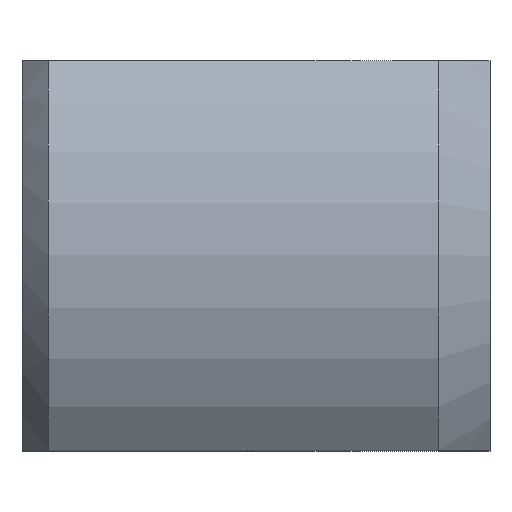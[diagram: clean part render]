
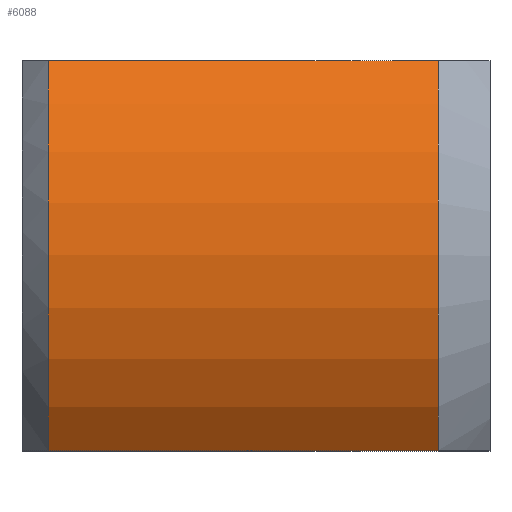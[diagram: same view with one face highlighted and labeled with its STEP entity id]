
A CAD part, top view. The second image highlights one B-rep face of the part: STEP entity #6088.
In plain terms, the highlighted cylindrical face has radius 12 mm (diameter 24 mm), a partial arc.
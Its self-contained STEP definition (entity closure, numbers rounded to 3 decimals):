
#10=DIRECTION('',(1.,0.,0.));
#11=VECTOR('',#10,15.);
#12=CARTESIAN_POINT('',(-9.,7.5,9.367));
#13=LINE('',#12,#11);
#1281=CARTESIAN_POINT('',(6.,0.,0.));
#1282=DIRECTION('',(1.,0.,0.));
#1283=DIRECTION('',(0.,0.625,0.781));
#1284=AXIS2_PLACEMENT_3D('',#1281,#1282,#1283);
#1314=DIRECTION('',(1.,0.,0.));
#1315=VECTOR('',#1314,15.);
#1316=CARTESIAN_POINT('',(-9.,-7.5,9.367));
#1317=LINE('',#1316,#1315);
#1412=CARTESIAN_POINT('',(-9.,0.,0.));
#1413=DIRECTION('',(1.,0.,0.));
#1414=DIRECTION('',(0.,0.625,0.781));
#1415=AXIS2_PLACEMENT_3D('',#1412,#1413,#1414);
#4032=CARTESIAN_POINT('',(6.,7.5,9.367));
#4033=CARTESIAN_POINT('',(6.,-7.5,9.367));
#4034=VERTEX_POINT('',#4032);
#4035=VERTEX_POINT('',#4033);
#4044=CARTESIAN_POINT('',(-9.,7.5,9.367));
#4045=CARTESIAN_POINT('',(-9.,-7.5,9.367));
#4046=VERTEX_POINT('',#4044);
#4047=VERTEX_POINT('',#4045);
#6075=CARTESIAN_POINT('',(-10.9,0.,0.));
#6076=DIRECTION('',(1.,0.,0.));
#6077=DIRECTION('',(0.,-1.,0.));
#6078=AXIS2_PLACEMENT_3D('',#6075,#6076,#6077);
#6079=CYLINDRICAL_SURFACE('',#6078,12.);
#6080=ORIENTED_EDGE('',*,*,#5352,.T.);
#6081=ORIENTED_EDGE('',*,*,#6066,.T.);
#6083=ORIENTED_EDGE('',*,*,#6082,.F.);
#6085=ORIENTED_EDGE('',*,*,#6084,.F.);
#6086=EDGE_LOOP('',(#6080,#6081,#6083,#6085));
#6087=FACE_OUTER_BOUND('',#6086,.F.);
#6088=ADVANCED_FACE('',(#6087),#6079,.T.);
#1285=CIRCLE('',#1284,12.);
#1416=CIRCLE('',#1415,12.);
#5352=EDGE_CURVE('',#4046,#4034,#13,.T.);
#6066=EDGE_CURVE('',#4034,#4035,#1285,.T.);
#6082=EDGE_CURVE('',#4047,#4035,#1317,.T.);
#6084=EDGE_CURVE('',#4046,#4047,#1416,.T.);
